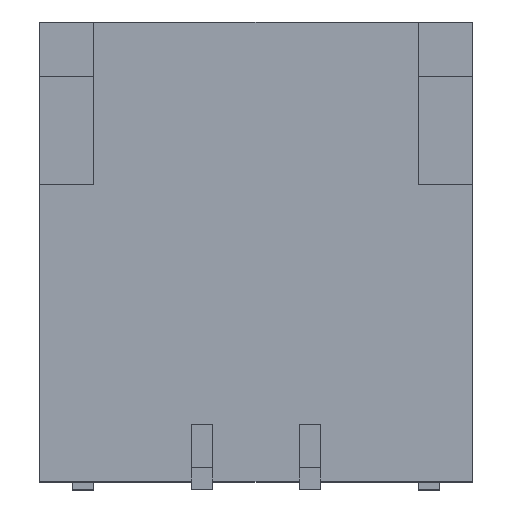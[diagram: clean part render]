
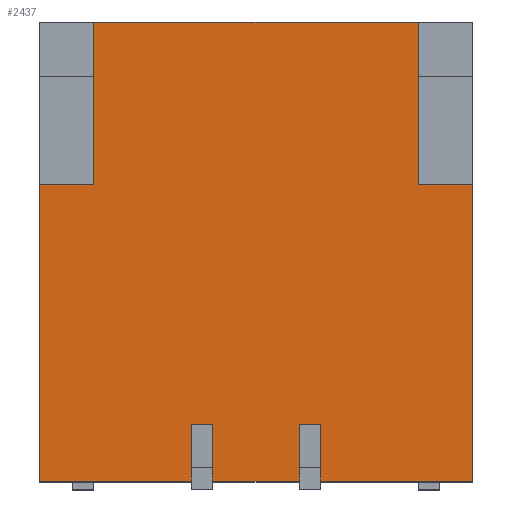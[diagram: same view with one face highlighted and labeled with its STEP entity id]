
A CAD part, top view. The second image highlights one B-rep face of the part: STEP entity #2437.
In plain terms, the highlighted planar face has unit normal (0, 0, 1).
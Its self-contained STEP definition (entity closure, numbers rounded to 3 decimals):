
#50 = FACE_OUTER_BOUND ( 'NONE', #2417, .T. ) ;
#58 = DIRECTION ( 'NONE',  ( 1., 0., 0. ) ) ;
#72 = CARTESIAN_POINT ( 'NONE',  ( 1.5, 2.82, 1.45 ) ) ;
#98 = CARTESIAN_POINT ( 'NONE',  ( -2., 0.07, 1.45 ) ) ;
#109 = VERTEX_POINT ( 'NONE', #2716 ) ;
#241 = VECTOR ( 'NONE', #467, 1000. ) ;
#245 = LINE ( 'NONE', #72, #724 ) ;
#270 = VERTEX_POINT ( 'NONE', #2426 ) ;
#282 = ORIENTED_EDGE ( 'NONE', *, *, #2022, .T. ) ;
#337 = AXIS2_PLACEMENT_3D ( 'NONE', #1590, #2562, #644 ) ;
#368 = ORIENTED_EDGE ( 'NONE', *, *, #1626, .F. ) ;
#375 = CARTESIAN_POINT ( 'NONE',  ( -2., 4.32, 1.45 ) ) ;
#436 = ORIENTED_EDGE ( 'NONE', *, *, #1677, .T. ) ;
#467 = DIRECTION ( 'NONE',  ( 0., -1., 0. ) ) ;
#481 = CARTESIAN_POINT ( 'NONE',  ( 1.5, 2.82, 1.45 ) ) ;
#483 = LINE ( 'NONE', #481, #241 ) ;
#487 = DIRECTION ( 'NONE',  ( 0., -1., 0. ) ) ;
#490 = VERTEX_POINT ( 'NONE', #2160 ) ;
#500 = ORIENTED_EDGE ( 'NONE', *, *, #1828, .F. ) ;
#555 = VERTEX_POINT ( 'NONE', #2096 ) ;
#598 = DIRECTION ( 'NONE',  ( 1., 0., 0. ) ) ;
#644 = DIRECTION ( 'NONE',  ( -1., 0., 0. ) ) ;
#669 = CARTESIAN_POINT ( 'NONE',  ( -1.5, 2.82, 1.45 ) ) ;
#687 = VERTEX_POINT ( 'NONE', #1875 ) ;
#696 = CARTESIAN_POINT ( 'NONE',  ( -1.5, 2.82, 1.45 ) ) ;
#724 = VECTOR ( 'NONE', #58, 1000. ) ;
#809 = PLANE ( 'NONE',  #337 ) ;
#847 = DIRECTION ( 'NONE',  ( 1., 0., 0. ) ) ;
#1090 = DIRECTION ( 'NONE',  ( 0., -1., 0. ) ) ;
#1182 = CARTESIAN_POINT ( 'NONE',  ( 1.5, 2.82, 1.45 ) ) ;
#1193 = LINE ( 'NONE', #669, #1366 ) ;
#1207 = VECTOR ( 'NONE', #2126, 1000. ) ;
#1334 = EDGE_CURVE ( 'NONE', #109, #1893, #483, .T. ) ;
#1366 = VECTOR ( 'NONE', #487, 1000. ) ;
#1409 = ORIENTED_EDGE ( 'NONE', *, *, #1334, .F. ) ;
#1426 = VECTOR ( 'NONE', #598, 1000. ) ;
#1431 = DIRECTION ( 'NONE',  ( -1., 0., 0. ) ) ;
#1443 = CARTESIAN_POINT ( 'NONE',  ( -1.5, 2.82, 1.45 ) ) ;
#1461 = VERTEX_POINT ( 'NONE', #1823 ) ;
#1530 = VERTEX_POINT ( 'NONE', #696 ) ;
#1534 = LINE ( 'NONE', #2502, #1426 ) ;
#1590 = CARTESIAN_POINT ( 'NONE',  ( -2., 4.32, 1.45 ) ) ;
#1626 = EDGE_CURVE ( 'NONE', #1893, #270, #245, .T. ) ;
#1668 = LINE ( 'NONE', #1443, #2744 ) ;
#1675 = EDGE_CURVE ( 'NONE', #1530, #490, #1668, .T. ) ;
#1677 = EDGE_CURVE ( 'NONE', #555, #1530, #1193, .T. ) ;
#1765 = VECTOR ( 'NONE', #847, 1000. ) ;
#1788 = ORIENTED_EDGE ( 'NONE', *, *, #2278, .T. ) ;
#1811 = ORIENTED_EDGE ( 'NONE', *, *, #2048, .F. ) ;
#1823 = CARTESIAN_POINT ( 'NONE',  ( 2., 0.07, 1.45 ) ) ;
#1828 = EDGE_CURVE ( 'NONE', #270, #1461, #2194, .T. ) ;
#1875 = CARTESIAN_POINT ( 'NONE',  ( -2., 0.07, 1.45 ) ) ;
#1882 = LINE ( 'NONE', #98, #1765 ) ;
#1893 = VERTEX_POINT ( 'NONE', #1182 ) ;
#2022 = EDGE_CURVE ( 'NONE', #490, #687, #2214, .T. ) ;
#2048 = EDGE_CURVE ( 'NONE', #555, #109, #1534, .T. ) ;
#2096 = CARTESIAN_POINT ( 'NONE',  ( -1.5, 4.32, 1.45 ) ) ;
#2126 = DIRECTION ( 'NONE',  ( 0., -1., 0. ) ) ;
#2160 = CARTESIAN_POINT ( 'NONE',  ( -2., 2.82, 1.45 ) ) ;
#2180 = CARTESIAN_POINT ( 'NONE',  ( 2., 4.32, 1.45 ) ) ;
#2194 = LINE ( 'NONE', #2180, #1207 ) ;
#2214 = LINE ( 'NONE', #375, #2482 ) ;
#2278 = EDGE_CURVE ( 'NONE', #687, #1461, #1882, .T. ) ;
#2373 = ORIENTED_EDGE ( 'NONE', *, *, #1675, .T. ) ;
#2417 = EDGE_LOOP ( 'NONE', ( #2373, #282, #1788, #500, #368, #1409, #1811, #436 ) ) ;
#2426 = CARTESIAN_POINT ( 'NONE',  ( 2., 2.82, 1.45 ) ) ;
#2437 = ADVANCED_FACE ( 'NONE', ( #50 ), #809, .F. ) ;
#2482 = VECTOR ( 'NONE', #1090, 1000. ) ;
#2502 = CARTESIAN_POINT ( 'NONE',  ( -2., 4.32, 1.45 ) ) ;
#2562 = DIRECTION ( 'NONE',  ( 0., 0., -1. ) ) ;
#2716 = CARTESIAN_POINT ( 'NONE',  ( 1.5, 4.32, 1.45 ) ) ;
#2744 = VECTOR ( 'NONE', #1431, 1000. ) ;
